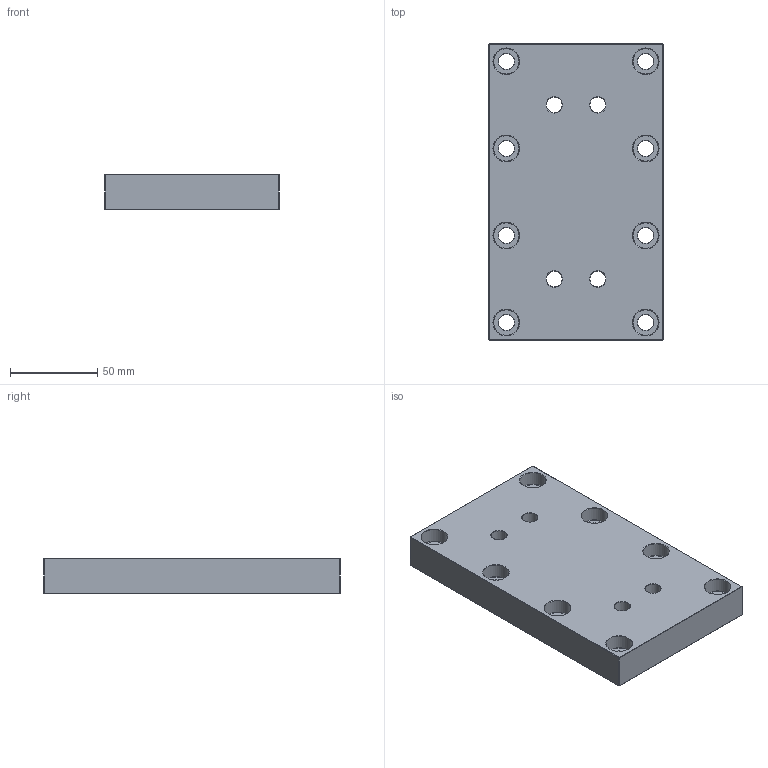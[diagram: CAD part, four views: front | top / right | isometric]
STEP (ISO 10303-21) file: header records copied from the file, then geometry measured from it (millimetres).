
FILE_DESCRIPTION(/* description */ (''),/* implementation_level */ '2;1');
FILE_NAME(/* name */ 'ef8f8717-6f66-4142-8986-4108a4fa597c.stp',/* time_stamp */ '2024-10-08T18:47:35Z',/* author */ (''),/* organization */ (''),/* preprocessor_version */ 'ST-DEVELOPER v20',/* originating_system */ 'Autodesk Translation Framework v13.20.0.188',/* authorisation */ '');
FILE_SCHEMA (('AUTOMOTIVE_DESIGN { 1 0 10303 214 3 1 1 }'));
Length unit declared in the file: millimetre
Products named in the file (1): SD 01_016
Bounding box: 100 x 170 x 20 mm (x, y, z)
Volume: 313158.8 mm3; surface area: 51634.9 mm2
Topology: 1 solids, 1 shells, 110 faces, 240 edges, 144 vertices
Faces by surface type: cone 48, plane 38, cylinder 24
Full cylindrical faces by diameter (mm): 9 x12, 15 x12
Entity records: 3081 total; most frequent: DIRECTION 582, CARTESIAN_POINT 495, ORIENTED_EDGE 480, EDGE_CURVE 240, AXIS2_PLACEMENT_3D 231, EDGE_LOOP 146, VERTEX_POINT 144, LINE 120
